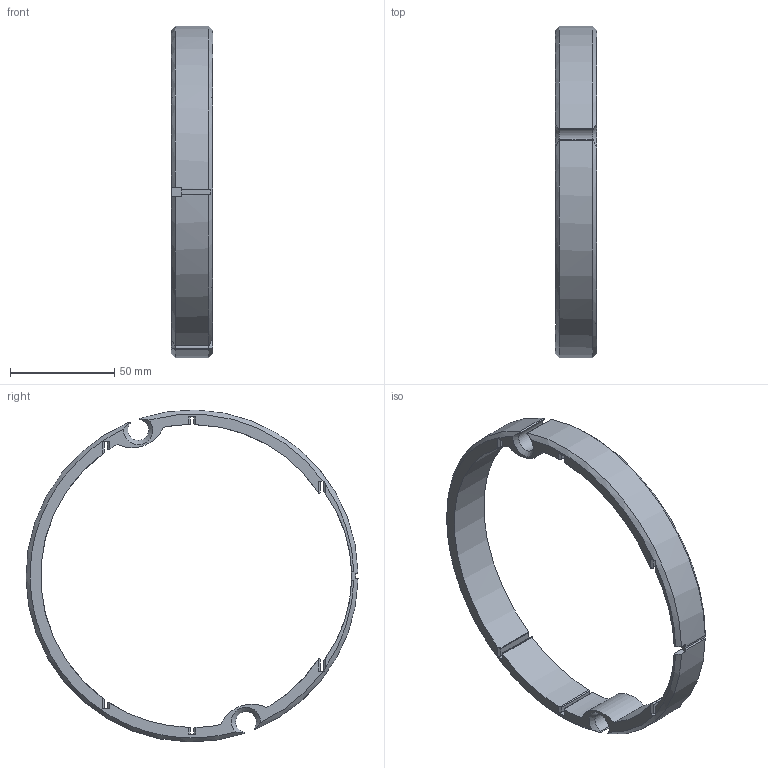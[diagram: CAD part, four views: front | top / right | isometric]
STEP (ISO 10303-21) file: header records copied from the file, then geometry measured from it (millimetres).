
FILE_DESCRIPTION(/* description */ (''),/* implementation_level */ '2;1');
FILE_NAME(/* name */ 'PCB-avstivning ring v1.step',/* time_stamp */ '2022-05-14T19:02:31+02:00',/* author */ (''),/* organization */ (''),/* preprocessor_version */ 'ST-DEVELOPER v18.1',/* originating_system */ 'Autodesk Translation Framework v10.14.0.1471',/* authorisation */ '');
FILE_SCHEMA (('AUTOMOTIVE_DESIGN { 1 0 10303 214 3 1 1 }'));
Length unit declared in the file: millimetre
Products named in the file (1): PCB-avstivning ring
Bounding box: 20 x 158.99 x 158.96 mm (x, y, z)
Volume: 58483.1 mm3; surface area: 25992.1 mm2
Topology: 1 solids, 1 shells, 80 faces, 250 edges, 170 vertices
Faces by surface type: plane 41, cylinder 26, cone 9, bspline 4
Entity records: 3316 total; most frequent: CARTESIAN_POINT 1083, ORIENTED_EDGE 500, DIRECTION 434, EDGE_CURVE 250, VERTEX_POINT 170, AXIS2_PLACEMENT_3D 158, LINE 118, VECTOR 118
